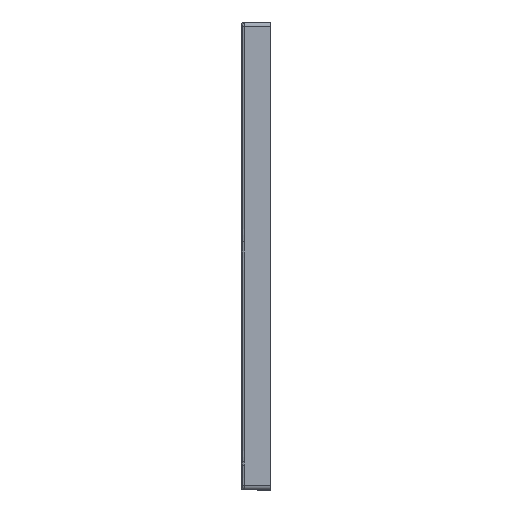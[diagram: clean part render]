
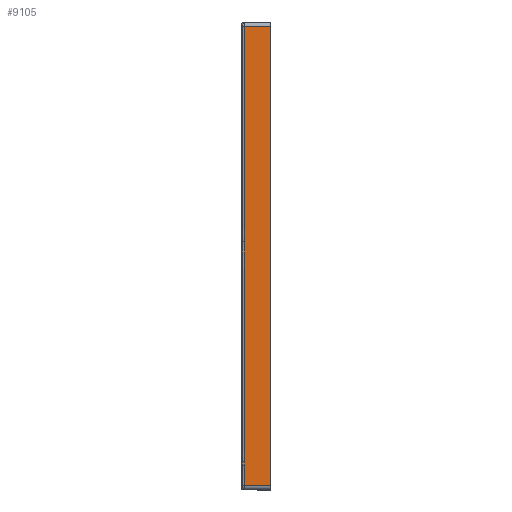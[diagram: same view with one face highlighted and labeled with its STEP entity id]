
A CAD part, left-side view. The second image highlights one B-rep face of the part: STEP entity #9105.
In plain terms, the highlighted planar face has unit normal (-1, 0, 0).
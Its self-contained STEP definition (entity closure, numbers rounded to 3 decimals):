
#1924=DIRECTION('',(0.,0.,-1.));
#1925=VECTOR('',#1924,5.009);
#1926=CARTESIAN_POINT('',(-600.,-5.143,
45.));
#1927=LINE('',#1926,#1925);
#1940=CARTESIAN_POINT('',(-600.,-5.143,
45.));
#1941=CARTESIAN_POINT('',(-600.,-5.143,
48.546));
#1942=CARTESIAN_POINT('',(-600.,-5.143,
56.059));
#1943=CARTESIAN_POINT('',(-600.,-5.143,
68.968));
#1944=CARTESIAN_POINT('',(-600.,-5.142,82.397));
#1945=CARTESIAN_POINT('',(-600.,-5.14,96.947));
#1946=CARTESIAN_POINT('',(-600.,-5.138,112.406));
#1947=CARTESIAN_POINT('',(-600.,-5.136,127.499));
#1948=CARTESIAN_POINT('',(-600.,-5.133,141.678));
#1949=CARTESIAN_POINT('',(-600.,-5.131,155.442));
#1950=CARTESIAN_POINT('',(-600.,-5.128,169.177));
#1951=CARTESIAN_POINT('',(-600.,-5.125,182.68));
#1952=CARTESIAN_POINT('',(-600.,-5.121,196.841));
#1953=CARTESIAN_POINT('',(-600.,-5.118,208.013));
#1954=CARTESIAN_POINT('',(-600.,-5.115,219.898));
#1955=CARTESIAN_POINT('',(-600.,-5.111,232.544));
#1956=CARTESIAN_POINT('',(-600.,-5.108,244.531));
#1957=CARTESIAN_POINT('',(-600.,-5.104,257.539));
#1958=CARTESIAN_POINT('',(-600.,-5.1,271.495));
#1959=CARTESIAN_POINT('',(-600.,-5.096,284.35));
#1960=CARTESIAN_POINT('',(-600.,-5.092,298.085));
#1961=CARTESIAN_POINT('',(-600.,-5.088,311.4));
#1962=CARTESIAN_POINT('',(-600.,-5.084,325.282));
#1963=CARTESIAN_POINT('',(-600.,-5.079,339.226));
#1964=CARTESIAN_POINT('',(-600.,-5.075,353.133));
#1965=CARTESIAN_POINT('',(-600.,-5.071,367.781));
#1966=CARTESIAN_POINT('',(-600.,-5.066,382.045));
#1967=CARTESIAN_POINT('',(-600.,-5.063,392.283));
#1968=CARTESIAN_POINT('',(-600.,-5.062,397.502));
#1970=CARTESIAN_POINT('',(-600.,-5.062,397.502));
#1971=CARTESIAN_POINT('',(-600.,-5.057,412.923));
#1972=CARTESIAN_POINT('',(-600.,-5.049,
442.342));
#1973=CARTESIAN_POINT('',(-600.,-5.037,
484.837));
#1974=CARTESIAN_POINT('',(-600.,-5.028,
524.53));
#1975=CARTESIAN_POINT('',(-600.,-5.02,
562.587));
#1976=CARTESIAN_POINT('',(-600.,-5.013,
599.296));
#1977=CARTESIAN_POINT('',(-600.,-5.008,
634.003));
#1978=CARTESIAN_POINT('',(-600.,-5.004,
665.731));
#1979=CARTESIAN_POINT('',(-600.,-5.002,
693.955));
#1980=CARTESIAN_POINT('',(-600.,-5.001,
719.3));
#1981=CARTESIAN_POINT('',(-600.,-5.,
735.262));
#1982=CARTESIAN_POINT('',(-600.,-5.,
743.));
#1984=DIRECTION('',(0.,0.,-1.));
#1985=VECTOR('',#1984,736.);
#1986=CARTESIAN_POINT('',(-600.,-48.,743.));
#1987=LINE('',#1986,#1985);
#1988=DIRECTION('',(0.,1.,0.));
#1989=VECTOR('',#1988,42.975);
#1990=CARTESIAN_POINT('',(-600.,-48.,7.));
#1991=LINE('',#1990,#1989);
#1992=DIRECTION('',(0.,-0.004,1.));
#1993=VECTOR('',#1992,32.991);
#1994=CARTESIAN_POINT('',(-600.,-5.025,
7.));
#1995=LINE('',#1994,#1993);
#2792=DIRECTION('',(0.,1.,0.));
#2793=VECTOR('',#2792,43.);
#2794=CARTESIAN_POINT('',(-600.,-48.,743.));
#2795=LINE('',#2794,#2793);
#5946=CARTESIAN_POINT('',(-600.,-5.143,
45.));
#5947=VERTEX_POINT('',#5946);
#5948=CARTESIAN_POINT('',(-600.,-5.143,
39.991));
#5949=VERTEX_POINT('',#5948);
#5950=VERTEX_POINT('',#1968);
#5952=VERTEX_POINT('',#1982);
#5953=CARTESIAN_POINT('',(-600.,-48.,743.));
#5954=VERTEX_POINT('',#5953);
#5955=CARTESIAN_POINT('',(-600.,-48.,7.));
#5956=VERTEX_POINT('',#5955);
#5957=CARTESIAN_POINT('',(-600.,-5.025,
7.));
#5958=VERTEX_POINT('',#5957);
#9086=CARTESIAN_POINT('',(-600.,0.,0.));
#9087=DIRECTION('',(-1.,0.,0.));
#9088=DIRECTION('',(0.,0.,1.));
#9089=AXIS2_PLACEMENT_3D('',#9086,#9087,#9088);
#9090=PLANE('',#9089);
#9091=ORIENTED_EDGE('',*,*,#9012,.F.);
#9092=ORIENTED_EDGE('',*,*,#9076,.T.);
#9094=ORIENTED_EDGE('',*,*,#9093,.T.);
#9096=ORIENTED_EDGE('',*,*,#9095,.F.);
#9098=ORIENTED_EDGE('',*,*,#9097,.T.);
#9100=ORIENTED_EDGE('',*,*,#9099,.T.);
#9102=ORIENTED_EDGE('',*,*,#9101,.T.);
#9103=EDGE_LOOP('',(#9091,#9092,#9094,#9096,#9098,#9100,#9102));
#9104=FACE_OUTER_BOUND('',#9103,.F.);
#9105=ADVANCED_FACE('',(#9104),#9090,.T.);
#1969=B_SPLINE_CURVE_WITH_KNOTS('',3,(#1940,#1941,#1942,#1943,#1944,#1945,#1946,
#1947,#1948,#1949,#1950,#1951,#1952,#1953,#1954,#1955,#1956,#1957,#1958,#1959,
#1960,#1961,#1962,#1963,#1964,#1965,#1966,#1967,#1968),.UNSPECIFIED.,.F.,.F.,(4,
1,1,1,1,1,1,1,1,1,1,1,1,1,1,1,1,1,1,1,1,1,1,1,1,1,4),(0.,0.038,
0.077,0.115,0.154,0.192,
0.231,0.269,0.308,0.346,
0.385,0.423,0.462,0.5,0.538,
0.577,0.615,0.654,0.692,
0.731,0.769,0.808,0.846,
0.885,0.923,0.962,1.),.UNSPECIFIED.);
#1983=B_SPLINE_CURVE_WITH_KNOTS('',3,(#1970,#1971,#1972,#1973,#1974,#1975,#1976,
#1977,#1978,#1979,#1980,#1981,#1982),.UNSPECIFIED.,.F.,.F.,(4,1,1,1,1,1,1,1,1,1,
4),(0.,0.134,0.255,0.369,
0.479,0.586,0.688,0.78,
0.861,0.933,1.),.UNSPECIFIED.);
#9012=EDGE_CURVE('',#5947,#5949,#1927,.T.);
#9076=EDGE_CURVE('',#5947,#5950,#1969,.T.);
#9093=EDGE_CURVE('',#5950,#5952,#1983,.T.);
#9095=EDGE_CURVE('',#5954,#5952,#2795,.T.);
#9097=EDGE_CURVE('',#5954,#5956,#1987,.T.);
#9099=EDGE_CURVE('',#5956,#5958,#1991,.T.);
#9101=EDGE_CURVE('',#5958,#5949,#1995,.T.);
